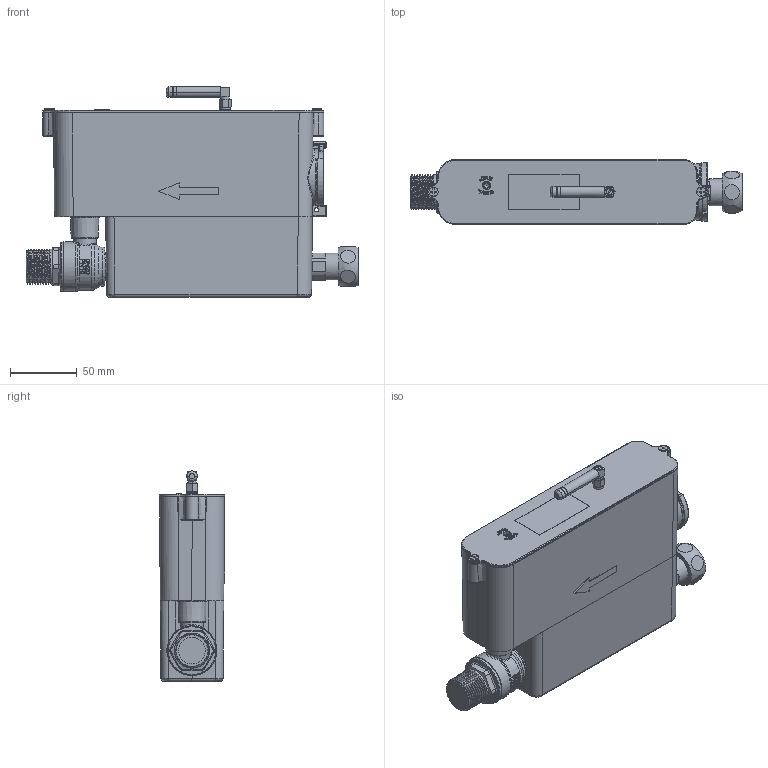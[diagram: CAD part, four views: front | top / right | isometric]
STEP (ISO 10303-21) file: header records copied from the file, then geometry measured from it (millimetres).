
FILE_DESCRIPTION(/* description */ (''),/* implementation_level */ '2;1');
FILE_NAME(/* name */ 'DN20_surface.stp',/* time_stamp */ '2022-02-10T17:50:54+03:00',/* author */ (''),/* organization */ (''),/* preprocessor_version */ 'ST-DEVELOPER v16.7',/* originating_system */ 'SIEMENS PLM Software NX 12.0',/* authorisation */ '');
FILE_SCHEMA (('AUTOMOTIVE_DESIGN { 1 0 10303 214 3 1 1 1 }'));
Length unit declared in the file: millimetre
Products named in the file (1): isma69582D793fld
Bounding box: 249.45 x 49 x 158.15 mm (x, y, z)
Volume: 3634.8 mm3; surface area: 104273.6 mm2
Topology: 1 solids, 11 shells, 1017 faces, 2645 edges, 1676 vertices
Faces by surface type: plane 445, cylinder 207, bspline 187, torus 83, extrusion 41, cone 37, sphere 17
Full cylindrical faces by diameter (mm): 4.1 x1, 6.1 x1, 7 x2, 8.6 x1, 13.6 x1, 16.3 x2, 17.3 x1, 20.6 x2, 21 x1, 24 x1, 26.2 x8, 26.6 x1, 29.3 x1, 36.8 x1, 37.3 x1, 38.4 x1
Entity records: 40204 total; most frequent: CARTESIAN_POINT 16658, ORIENTED_EDGE 4971, DIRECTION 4622, EDGE_CURVE 2552, AXIS2_PLACEMENT_3D 1766, VERTEX_POINT 1656, EDGE_LOOP 1149, VECTOR 1090
